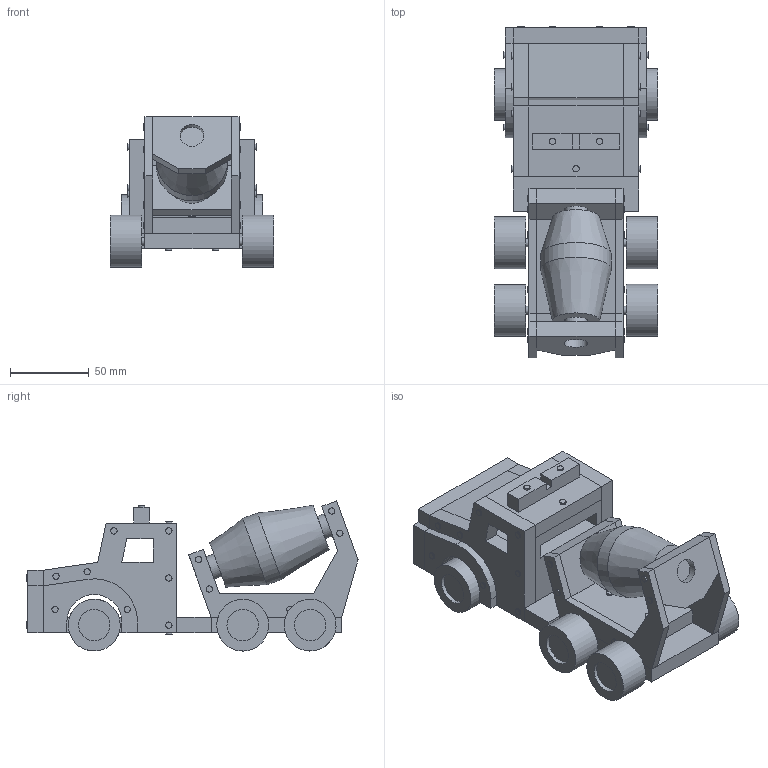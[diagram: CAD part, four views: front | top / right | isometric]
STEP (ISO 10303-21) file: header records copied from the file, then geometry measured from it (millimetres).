
FILE_DESCRIPTION(('FreeCAD Model'),'2;1');
FILE_NAME('asm_cement_mixer_truck.step','2020-04-02T16:22:10',('Author'),('') ,'Open CASCADE STEP processor 7.3','FreeCAD','Unknown');
FILE_SCHEMA(('AUTOMOTIVE_DESIGN { 1 0 10303 214 1 1 1 1 }'));
Length unit declared in the file: millimetre
Products named in the file (1): cement_mixer_truck
Bounding box: 104 x 211.46 x 95.58 mm (x, y, z)
Volume: 391698.7 mm3; surface area: 173699.7 mm2
Topology: 57 solids, 61 shells, 542 faces, 985 edges, 656 vertices
Faces by surface type: plane 347, cylinder 193, cone 2
Full cylindrical faces by diameter (mm): 2.5 x116, 3.039 x1, 4 x39, 5 x12, 10 x2, 15 x4, 20 x6, 33 x6, 45 x1
Entity records: 26551 total; most frequent: CARTESIAN_POINT 4664, DIRECTION 4344, LINE 2181, VECTOR 2181, ORIENTED_EDGE 1970, PCURVE 1970, DEFINITIONAL_REPRESENTATION 1970, EDGE_CURVE 985
